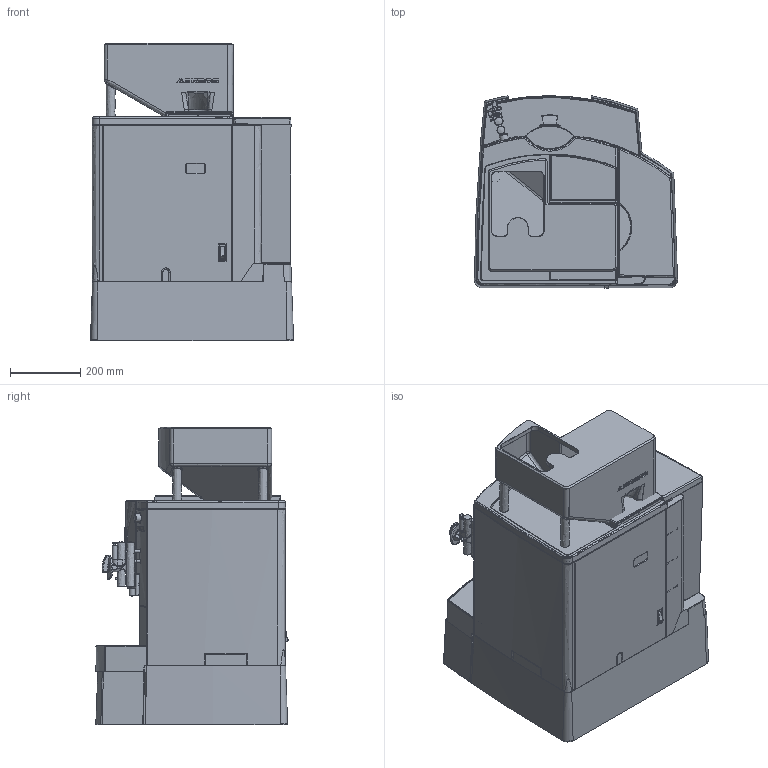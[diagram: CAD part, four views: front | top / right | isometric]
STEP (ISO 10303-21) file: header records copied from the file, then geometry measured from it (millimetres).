
FILE_DESCRIPTION(('FreeCAD Model'),'2;1');
FILE_NAME('Open CASCADE Shape Model','2025-05-01T20:09:26',('FreeCAD'),( 'FreeCAD'),'Open CASCADE STEP processor 7.6','FreeCAD','Unknown');
FILE_SCHEMA(('AUTOMOTIVE_DESIGN { 1 0 10303 214 1 1 1 1 }'));
Products named in the file (1): Open CASCADE STEP translator 7.6 1
Bounding box: 577.81 x 547.05 x 846.34 mm (x, y, z)
Volume: 152058525.6 mm3; surface area: 2917073.1 mm2
Topology: 2 solids, 2 shells, 3055 faces, 8082 edges, 5044 vertices
Faces by surface type: bspline 3055
Entity records: 119510 total; most frequent: CARTESIAN_POINT 74341, ORIENTED_EDGE 16028, EDGE_CURVE 8014, B_SPLINE_CURVE_WITH_KNOTS 5318, VERTEX_POINT 5044, FACE_BOUND 3152, EDGE_LOOP 3152, ADVANCED_FACE 3055
